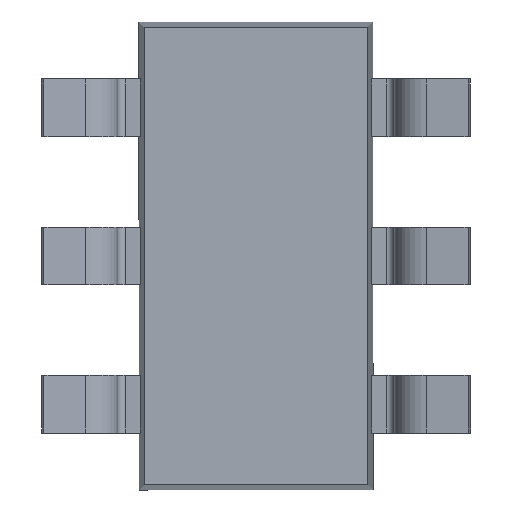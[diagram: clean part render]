
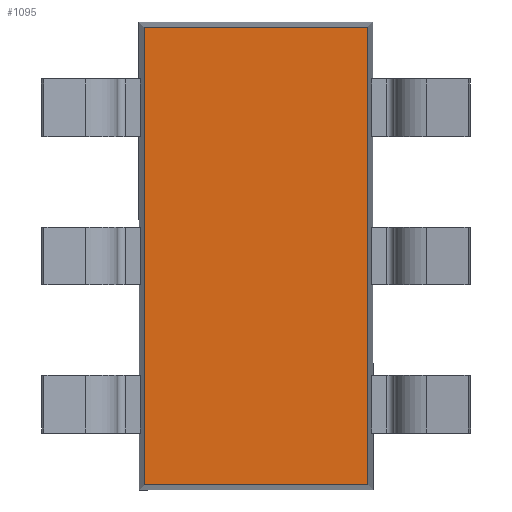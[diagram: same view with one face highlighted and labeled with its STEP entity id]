
A CAD part, front view. The second image highlights one B-rep face of the part: STEP entity #1095.
In plain terms, the highlighted planar face has unit normal (0, -1, 0).
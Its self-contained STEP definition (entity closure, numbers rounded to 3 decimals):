
#34 = CARTESIAN_POINT ( 'NONE',  ( 0., 0.1, 1.465 ) ) ;
#69 = VECTOR ( 'NONE', #2646, 1000. ) ;
#190 = FACE_OUTER_BOUND ( 'NONE', #1748, .T. ) ;
#275 = VERTEX_POINT ( 'NONE', #2953 ) ;
#331 = LINE ( 'NONE', #757, #69 ) ;
#473 = ORIENTED_EDGE ( 'NONE', *, *, #2320, .F. ) ;
#711 = VECTOR ( 'NONE', #799, 1000. ) ;
#757 = CARTESIAN_POINT ( 'NONE',  ( -0.715, 0.1, 0. ) ) ;
#799 = DIRECTION ( 'NONE',  ( -1., 0., 0. ) ) ;
#1091 = ORIENTED_EDGE ( 'NONE', *, *, #2024, .F. ) ;
#1095 = ADVANCED_FACE ( 'NONE', ( #190 ), #1846, .F. ) ;
#1175 = EDGE_CURVE ( 'NONE', #1537, #1543, #2003, .T. ) ;
#1193 = LINE ( 'NONE', #1509, #711 ) ;
#1200 = DIRECTION ( 'NONE',  ( -1., 0., 0. ) ) ;
#1355 = CARTESIAN_POINT ( 'NONE',  ( 0.715, 0.1, 1.465 ) ) ;
#1509 = CARTESIAN_POINT ( 'NONE',  ( 0., 0.1, -1.465 ) ) ;
#1537 = VERTEX_POINT ( 'NONE', #2083 ) ;
#1543 = VERTEX_POINT ( 'NONE', #1355 ) ;
#1642 = CARTESIAN_POINT ( 'NONE',  ( 0., 0.1, 0. ) ) ;
#1646 = AXIS2_PLACEMENT_3D ( 'NONE', #1642, #3103, #1200 ) ;
#1694 = DIRECTION ( 'NONE',  ( 1., 0., 0. ) ) ;
#1748 = EDGE_LOOP ( 'NONE', ( #2903, #473, #1091, #2457 ) ) ;
#1846 = PLANE ( 'NONE',  #1646 ) ;
#1850 = EDGE_CURVE ( 'NONE', #1543, #275, #3030, .T. ) ;
#2003 = LINE ( 'NONE', #34, #2286 ) ;
#2024 = EDGE_CURVE ( 'NONE', #275, #2164, #1193, .T. ) ;
#2083 = CARTESIAN_POINT ( 'NONE',  ( -0.715, 0.1, 1.465 ) ) ;
#2086 = CARTESIAN_POINT ( 'NONE',  ( -0.715, 0.1, -1.465 ) ) ;
#2164 = VERTEX_POINT ( 'NONE', #2086 ) ;
#2286 = VECTOR ( 'NONE', #1694, 1000. ) ;
#2320 = EDGE_CURVE ( 'NONE', #2164, #1537, #331, .T. ) ;
#2434 = CARTESIAN_POINT ( 'NONE',  ( 0.715, 0.1, 0. ) ) ;
#2457 = ORIENTED_EDGE ( 'NONE', *, *, #1850, .F. ) ;
#2466 = VECTOR ( 'NONE', #2975, 1000. ) ;
#2646 = DIRECTION ( 'NONE',  ( 0., 0., 1. ) ) ;
#2903 = ORIENTED_EDGE ( 'NONE', *, *, #1175, .F. ) ;
#2953 = CARTESIAN_POINT ( 'NONE',  ( 0.715, 0.1, -1.465 ) ) ;
#2975 = DIRECTION ( 'NONE',  ( 0., 0., -1. ) ) ;
#3030 = LINE ( 'NONE', #2434, #2466 ) ;
#3103 = DIRECTION ( 'NONE',  ( 0., 1., 0. ) ) ;
